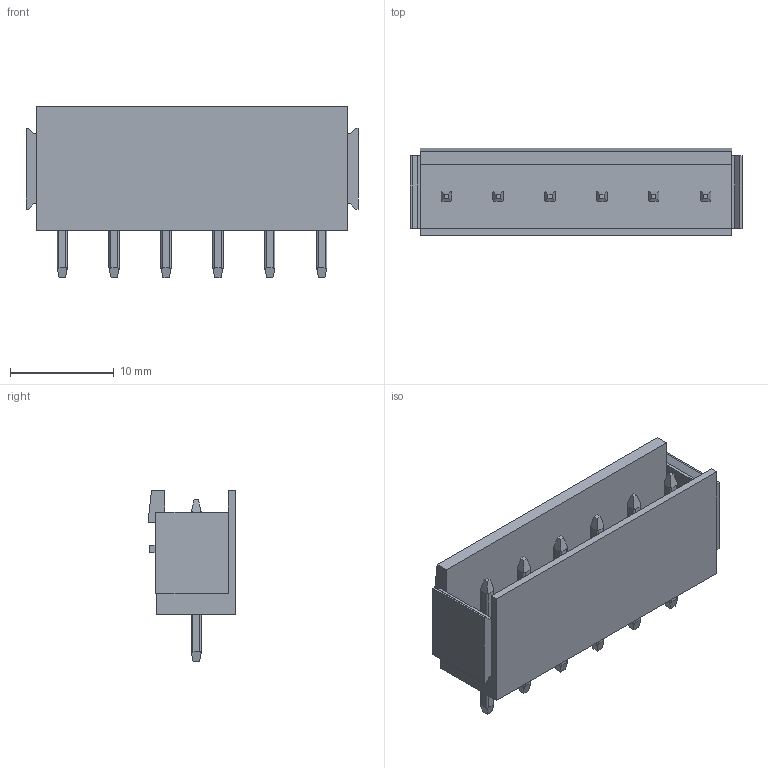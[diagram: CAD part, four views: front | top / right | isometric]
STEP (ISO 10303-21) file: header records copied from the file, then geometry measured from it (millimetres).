
FILE_DESCRIPTION(('CATIA V5 STEP Exchange','CAx-IF Rec.Pracs.--- Model Styling and Organization---1.4--- 2014-01-23'),'2;1');
FILE_NAME ('D1486627_0_1582050000_1582050000.stp','2021-05-14T11:29:24+00:00',('none'),('Weidmueller'),'CATIA Version 5-6 Release 2016 SP3 HF44','CATIA V5 STEP AP214','none');
FILE_SCHEMA(('AUTOMOTIVE_DESIGN { 1 0 10303 214 1 1 1 1 }'));
Length unit declared in the file: millimetre
Products named in the file (1): 1582050000
Bounding box: 32 x 8.43 x 16.5 mm (x, y, z)
Volume: 1431.6 mm3; surface area: 2476.8 mm2
Topology: 7 solids, 7 shells, 203 faces, 555 edges, 366 vertices
Faces by surface type: plane 153, cylinder 50
Entity records: 7457 total; most frequent: CARTESIAN_POINT 2374, ORIENTED_EDGE 1110, DIRECTION 797, EDGE_CURVE 555, VECTOR 403, LINE 403, VERTEX_POINT 366, AXIS2_PLACEMENT_3D 225
